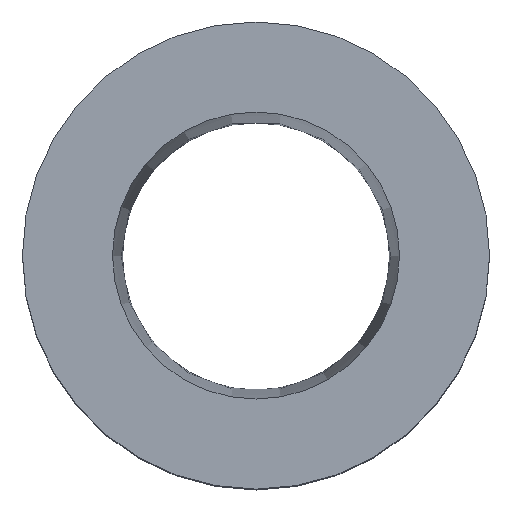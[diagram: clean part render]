
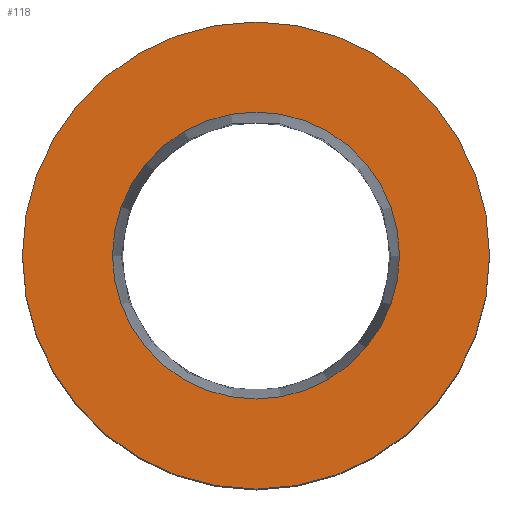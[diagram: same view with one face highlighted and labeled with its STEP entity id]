
A CAD part, top view. The second image highlights one B-rep face of the part: STEP entity #118.
In plain terms, the highlighted planar face has unit normal (0, 0, 1).
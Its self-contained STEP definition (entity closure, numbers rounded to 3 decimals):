
#16=FACE_BOUND('',#48,.T.);
#18=PLANE('',#150);
#38=FACE_OUTER_BOUND('',#47,.T.);
#47=EDGE_LOOP('',(#107));
#48=EDGE_LOOP('',(#108));
#57=CIRCLE('',#146,2.15);
#58=CIRCLE('',#148,3.5);
#65=VERTEX_POINT('',#215);
#66=VERTEX_POINT('',#219);
#78=EDGE_CURVE('',#65,#65,#57,.T.);
#79=EDGE_CURVE('',#66,#66,#58,.T.);
#107=ORIENTED_EDGE('',*,*,#79,.T.);
#108=ORIENTED_EDGE('',*,*,#78,.T.);
#118=ADVANCED_FACE('',(#38,#16),#18,.T.);
#146=AXIS2_PLACEMENT_3D('',#217,#182,#183);
#148=AXIS2_PLACEMENT_3D('',#220,#186,#187);
#150=AXIS2_PLACEMENT_3D('',#223,#191,#192);
#182=DIRECTION('center_axis',(0.,0.,-1.));
#183=DIRECTION('ref_axis',(1.,0.,0.));
#186=DIRECTION('center_axis',(0.,0.,1.));
#187=DIRECTION('ref_axis',(1.,0.,0.));
#191=DIRECTION('center_axis',(0.,0.,1.));
#192=DIRECTION('ref_axis',(1.,0.,0.));
#215=CARTESIAN_POINT('',(-2.15,0.,7.5));
#217=CARTESIAN_POINT('Origin',(0.,0.,7.5));
#219=CARTESIAN_POINT('',(-3.5,0.,7.5));
#220=CARTESIAN_POINT('Origin',(0.,0.,7.5));
#223=CARTESIAN_POINT('Origin',(0.,0.,7.5));
